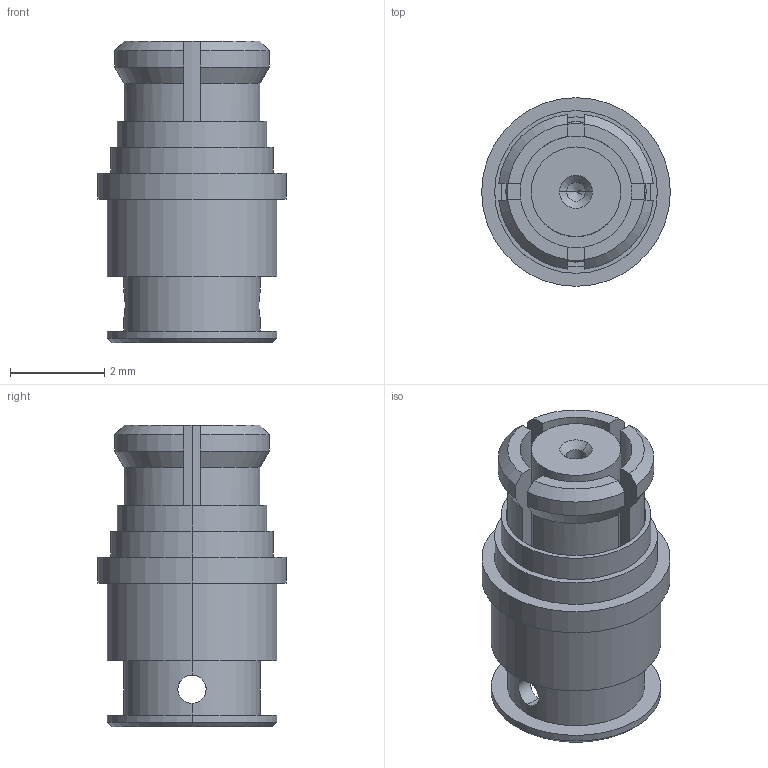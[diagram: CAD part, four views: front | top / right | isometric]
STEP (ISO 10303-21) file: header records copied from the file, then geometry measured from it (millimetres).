
FILE_DESCRIPTION (( 'STEP AP203' ), '1' );
FILE_NAME ('旃-50-971堎-02.STEP', '2020-03-05T02:30:38', ( '' ), ( '' ), 'SwSTEP 2.0', 'SolidWorks 2017', '' );
FILE_SCHEMA (( 'CONFIG_CONTROL_DESIGN' ));
Length unit declared in the file: millimetre
Products named in the file (1): 旃-50-971堎-02
Bounding box: 4 x 4 x 6.4 mm (x, y, z)
Volume: 41.7 mm3; surface area: 185.2 mm2
Topology: 2 solids, 2 shells, 93 faces, 225 edges, 138 vertices
Faces by surface type: cylinder 43, plane 28, cone 20, torus 2
Entity records: 2864 total; most frequent: CARTESIAN_POINT 585, DIRECTION 487, ORIENTED_EDGE 442, EDGE_CURVE 221, AXIS2_PLACEMENT_3D 196, VERTEX_POINT 138, EDGE_LOOP 105, CIRCLE 102
